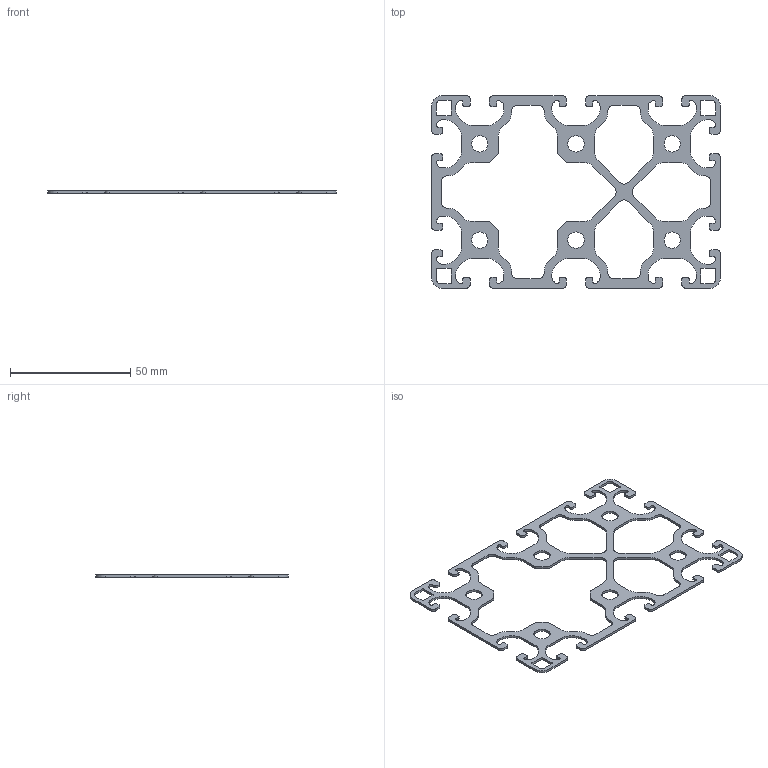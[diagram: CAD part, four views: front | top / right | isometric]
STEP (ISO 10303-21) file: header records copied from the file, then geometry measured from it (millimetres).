
FILE_DESCRIPTION(/* description */ ('ISB Aluminum Profile 80x120-L'),/* implementation_level */ '2;1');
FILE_NAME(/* name */ '1007490.ipt.stp',/* time_stamp */ '2020-04-01T16:44:48+02:00',/* author */ (''),/* organization */ ('COOMACH'),/* preprocessor_version */ 'ST-DEVELOPER v16.5',/* originating_system */ 'Autodesk Inventor 2017',/* authorisation */ '');
FILE_SCHEMA (('AUTOMOTIVE_DESIGN { 1 0 10303 214 3 1 1 }'));
Length unit declared in the file: millimetre
Products named in the file (1): 1007490
Bounding box: 120 x 80 x 1 mm (x, y, z)
Volume: 3040.2 mm3; surface area: 7683.7 mm2
Topology: 1 solids, 1 shells, 412 faces, 1230 edges, 820 vertices
Faces by surface type: cylinder 214, plane 198
Full cylindrical faces by diameter (mm): 6.8 x6
Entity records: 14038 total; most frequent: DIRECTION 2478, CARTESIAN_POINT 2457, ORIENTED_EDGE 2448, EDGE_CURVE 1224, AXIS2_PLACEMENT_3D 841, VERTEX_POINT 820, LINE 796, VECTOR 796
